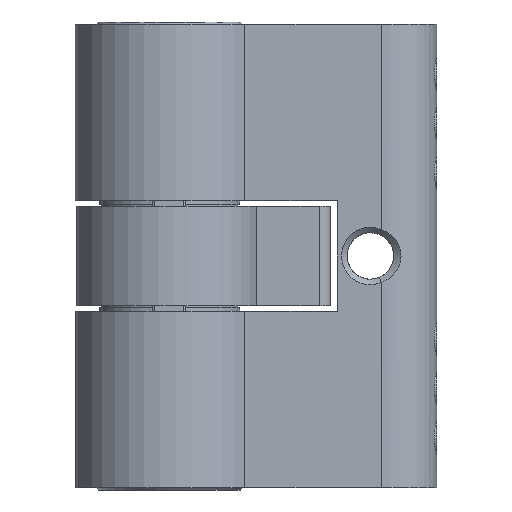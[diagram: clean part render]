
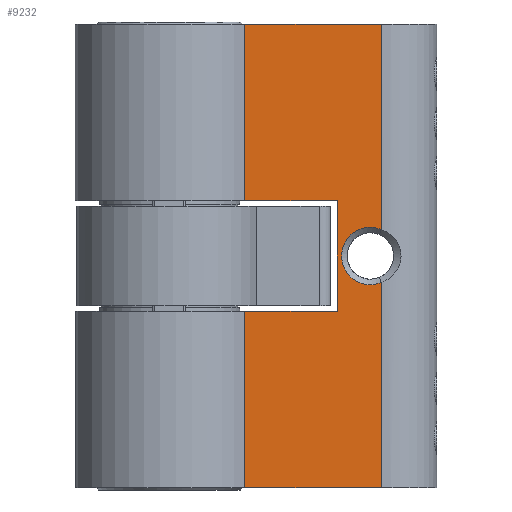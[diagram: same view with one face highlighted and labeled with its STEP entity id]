
A CAD part, left-side view. The second image highlights one B-rep face of the part: STEP entity #9232.
In plain terms, the highlighted planar face has unit normal (-1, 0, 0).
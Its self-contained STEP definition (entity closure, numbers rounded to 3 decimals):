
#763 = AXIS2_PLACEMENT_3D ( 'NONE', #17018, #10883, #6519 ) ;
#895 = CARTESIAN_POINT ( 'NONE',  ( -5., 2.751, 21. ) ) ;
#1551 = CARTESIAN_POINT ( 'NONE',  ( -5., -9.625, 21. ) ) ;
#1634 = DIRECTION ( 'NONE',  ( 0., 1., 0. ) ) ;
#2009 = CARTESIAN_POINT ( 'NONE',  ( -5., -9.625, -21. ) ) ;
#2033 = ORIENTED_EDGE ( 'NONE', *, *, #7732, .F. ) ;
#2666 = CARTESIAN_POINT ( 'NONE',  ( -5., -9.625, 5. ) ) ;
#3162 = ORIENTED_EDGE ( 'NONE', *, *, #5940, .F. ) ;
#3224 = LINE ( 'NONE', #895, #3936 ) ;
#3341 = EDGE_CURVE ( 'NONE', #5962, #18949, #3224, .T. ) ;
#3503 = LINE ( 'NONE', #8264, #10048 ) ;
#3696 = CARTESIAN_POINT ( 'NONE',  ( -5., 2.751, 21. ) ) ;
#3936 = VECTOR ( 'NONE', #11400, 1000. ) ;
#4056 = ORIENTED_EDGE ( 'NONE', *, *, #16968, .F. ) ;
#4324 = LINE ( 'NONE', #6584, #10175 ) ;
#4541 = EDGE_CURVE ( 'NONE', #7089, #14659, #4836, .T. ) ;
#4785 = PLANE ( 'NONE',  #7897 ) ;
#4836 = LINE ( 'NONE', #15684, #7386 ) ;
#5239 = LINE ( 'NONE', #7976, #11811 ) ;
#5940 = EDGE_CURVE ( 'NONE', #17403, #5990, #14148, .T. ) ;
#5962 = VERTEX_POINT ( 'NONE', #3696 ) ;
#5990 = VERTEX_POINT ( 'NONE', #2009 ) ;
#6453 = ORIENTED_EDGE ( 'NONE', *, *, #7190, .T. ) ;
#6519 = DIRECTION ( 'NONE',  ( 0., 1., 0. ) ) ;
#6584 = CARTESIAN_POINT ( 'NONE',  ( -5., 2.751, 21. ) ) ;
#6637 = CARTESIAN_POINT ( 'NONE',  ( -5., -5.625, 5. ) ) ;
#7089 = VERTEX_POINT ( 'NONE', #9479 ) ;
#7190 = EDGE_CURVE ( 'NONE', #7089, #13048, #4324, .T. ) ;
#7236 = ORIENTED_EDGE ( 'NONE', *, *, #3341, .T. ) ;
#7386 = VECTOR ( 'NONE', #15626, 1000. ) ;
#7484 = DIRECTION ( 'NONE',  ( 0., 0., -1. ) ) ;
#7732 = EDGE_CURVE ( 'NONE', #14659, #12019, #5239, .T. ) ;
#7854 = VECTOR ( 'NONE', #15574, 1000. ) ;
#7897 = AXIS2_PLACEMENT_3D ( 'NONE', #7978, #8048, #9481 ) ;
#7976 = CARTESIAN_POINT ( 'NONE',  ( -5., -5.625, 21. ) ) ;
#7978 = CARTESIAN_POINT ( 'NONE',  ( -5., -9.625, 21. ) ) ;
#8048 = DIRECTION ( 'NONE',  ( 1., 0., 0. ) ) ;
#8264 = CARTESIAN_POINT ( 'NONE',  ( -5., -9.625, 21. ) ) ;
#8273 = DIRECTION ( 'NONE',  ( 0., -1., 0. ) ) ;
#8281 = CARTESIAN_POINT ( 'NONE',  ( -5., -9.625, 2.4 ) ) ;
#8752 = CARTESIAN_POINT ( 'NONE',  ( -5., 2.751, -21. ) ) ;
#9232 = ADVANCED_FACE ( 'NONE', ( #15017 ), #4785, .F. ) ;
#9479 = CARTESIAN_POINT ( 'NONE',  ( -5., 2.751, -5. ) ) ;
#9481 = DIRECTION ( 'NONE',  ( 0., 1., 0. ) ) ;
#9729 = DIRECTION ( 'NONE',  ( 0., 0., 1. ) ) ;
#10048 = VECTOR ( 'NONE', #13422, 1000. ) ;
#10101 = ORIENTED_EDGE ( 'NONE', *, *, #13380, .T. ) ;
#10175 = VECTOR ( 'NONE', #14297, 1000. ) ;
#10411 = EDGE_LOOP ( 'NONE', ( #3162, #12245, #4056, #17292, #7236, #16417, #2033, #13419, #6453, #10101 ) ) ;
#10883 = DIRECTION ( 'NONE',  ( 1., 0., 0. ) ) ;
#10893 = VERTEX_POINT ( 'NONE', #11991 ) ;
#11261 = LINE ( 'NONE', #14404, #11723 ) ;
#11400 = DIRECTION ( 'NONE',  ( 0., 0., -1. ) ) ;
#11657 = LINE ( 'NONE', #2666, #15354 ) ;
#11723 = VECTOR ( 'NONE', #8273, 1000. ) ;
#11811 = VECTOR ( 'NONE', #9729, 1000. ) ;
#11991 = CARTESIAN_POINT ( 'NONE',  ( -5., -9.625, 21. ) ) ;
#12019 = VERTEX_POINT ( 'NONE', #6637 ) ;
#12212 = VERTEX_POINT ( 'NONE', #8281 ) ;
#12245 = ORIENTED_EDGE ( 'NONE', *, *, #14410, .T. ) ;
#12870 = CIRCLE ( 'NONE', #763, 2.6 ) ;
#13048 = VERTEX_POINT ( 'NONE', #8752 ) ;
#13380 = EDGE_CURVE ( 'NONE', #13048, #5990, #11261, .T. ) ;
#13419 = ORIENTED_EDGE ( 'NONE', *, *, #4541, .F. ) ;
#13422 = DIRECTION ( 'NONE',  ( 0., -1., 0. ) ) ;
#14148 = LINE ( 'NONE', #15323, #7854 ) ;
#14297 = DIRECTION ( 'NONE',  ( 0., 0., -1. ) ) ;
#14404 = CARTESIAN_POINT ( 'NONE',  ( -5., -9.625, -21. ) ) ;
#14410 = EDGE_CURVE ( 'NONE', #17403, #12212, #12870, .T. ) ;
#14659 = VERTEX_POINT ( 'NONE', #15960 ) ;
#14894 = VECTOR ( 'NONE', #7484, 1000. ) ;
#15017 = FACE_OUTER_BOUND ( 'NONE', #10411, .T. ) ;
#15323 = CARTESIAN_POINT ( 'NONE',  ( -5., -9.625, 21. ) ) ;
#15354 = VECTOR ( 'NONE', #1634, 1000. ) ;
#15544 = EDGE_CURVE ( 'NONE', #5962, #10893, #3503, .T. ) ;
#15574 = DIRECTION ( 'NONE',  ( 0., 0., -1. ) ) ;
#15626 = DIRECTION ( 'NONE',  ( 0., -1., 0. ) ) ;
#15684 = CARTESIAN_POINT ( 'NONE',  ( -5., -9.625, -5. ) ) ;
#15960 = CARTESIAN_POINT ( 'NONE',  ( -5., -5.625, -5. ) ) ;
#16111 = CARTESIAN_POINT ( 'NONE',  ( -5., 2.751, 5. ) ) ;
#16417 = ORIENTED_EDGE ( 'NONE', *, *, #19082, .F. ) ;
#16968 = EDGE_CURVE ( 'NONE', #10893, #12212, #19308, .T. ) ;
#17018 = CARTESIAN_POINT ( 'NONE',  ( -5., -8.625, 0. ) ) ;
#17292 = ORIENTED_EDGE ( 'NONE', *, *, #15544, .F. ) ;
#17403 = VERTEX_POINT ( 'NONE', #17900 ) ;
#17900 = CARTESIAN_POINT ( 'NONE',  ( -5., -9.625, -2.4 ) ) ;
#18949 = VERTEX_POINT ( 'NONE', #16111 ) ;
#19082 = EDGE_CURVE ( 'NONE', #12019, #18949, #11657, .T. ) ;
#19308 = LINE ( 'NONE', #1551, #14894 ) ;
